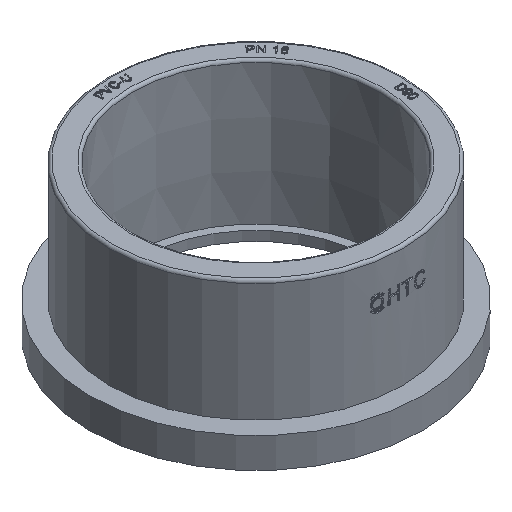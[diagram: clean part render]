
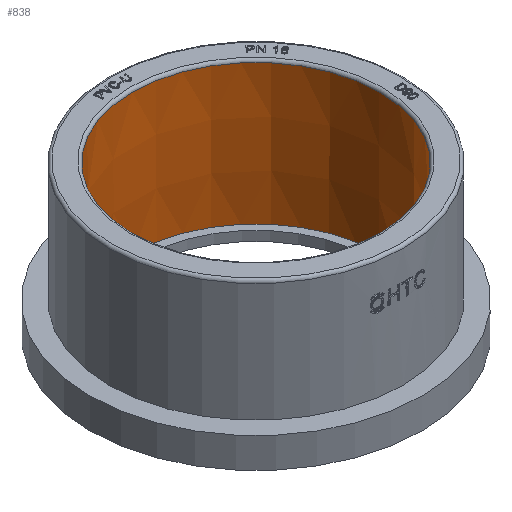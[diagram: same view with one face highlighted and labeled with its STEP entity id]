
A CAD part, isometric view. The second image highlights one B-rep face of the part: STEP entity #838.
In plain terms, the highlighted conical face has half-angle 0.386 degrees and reference radius 44.925 mm.
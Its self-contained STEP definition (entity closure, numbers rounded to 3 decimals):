
#804=CONICAL_SURFACE('',#3958,44.925,0.386);
#838=ADVANCED_FACE('',(#1241,#1242),#804,.F.);
#1165=CIRCLE('',#3955,44.925);
#1166=CIRCLE('',#3957,45.268);
#1241=FACE_BOUND('',#1329,.T.);
#1242=FACE_BOUND('',#1330,.T.);
#1329=EDGE_LOOP('',(#1723));
#1330=EDGE_LOOP('',(#1724));
#1723=ORIENTED_EDGE('',*,*,#3136,.T.);
#1724=ORIENTED_EDGE('',*,*,#3135,.T.);
#2769=VERTEX_POINT('',#5720);
#2770=VERTEX_POINT('',#5723);
#3135=EDGE_CURVE('',#2769,#2769,#1165,.T.);
#3136=EDGE_CURVE('',#2770,#2770,#1166,.T.);
#3955=AXIS2_PLACEMENT_3D('',#5719,#4203,#4204);
#3957=AXIS2_PLACEMENT_3D('',#5722,#4207,#4208);
#3958=AXIS2_PLACEMENT_3D('',#5724,#4209,#4210);
#4203=DIRECTION('',(0.,0.,-1.));
#4204=DIRECTION('',(1.,0.,0.));
#4207=DIRECTION('',(0.,0.,1.));
#4208=DIRECTION('',(-1.,0.,0.));
#4209=DIRECTION('',(0.,0.,1.));
#4210=DIRECTION('',(1.,0.,0.));
#5719=CARTESIAN_POINT('',(631.,0.,-7.6));
#5720=CARTESIAN_POINT('',(675.925,0.,-7.6));
#5722=CARTESIAN_POINT('',(631.,0.,43.407));
#5723=CARTESIAN_POINT('',(585.732,0.,43.407));
#5724=CARTESIAN_POINT('',(631.,0.,-7.6));
